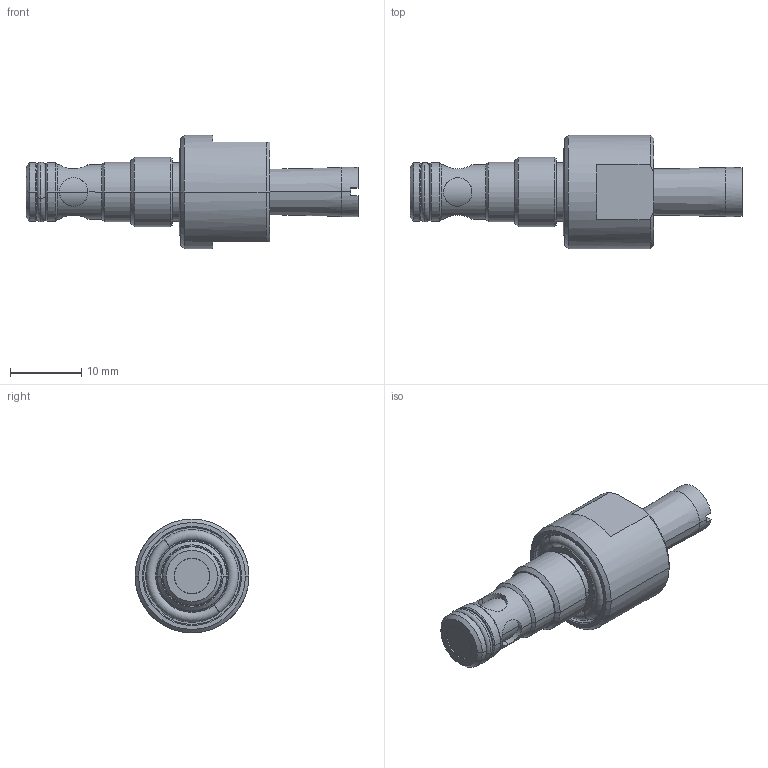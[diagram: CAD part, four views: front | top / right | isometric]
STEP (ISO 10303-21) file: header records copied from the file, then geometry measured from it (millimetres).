
FILE_DESCRIPTION(('STEP AP242'),'1');
FILE_NAME('coval_cvp90x16.stp','2020-06-01T20:08:08',('TraceParts'),('TraceParts S.A.'),'Spatial InterOp 3D',' ',' ');
FILE_SCHEMA(('AP242_MANAGED_MODEL_BASED_3D_ENGINEERING_MIM_LF {1 0 10303 442 1 1 4}'));
Length unit declared in the file: millimetre
Products named in the file (1): coval_cvp90x16_1
Bounding box: 46.6 x 16 x 16 mm (x, y, z)
Volume: 3010.6 mm3; surface area: 3138.1 mm2
Topology: 3 solids, 3 shells, 110 faces, 242 edges, 146 vertices
Faces by surface type: cylinder 42, cone 32, plane 24, torus 12
Entity records: 4435 total; most frequent: CARTESIAN_POINT 1045, DIRECTION 556, ORIENTED_EDGE 484, EDGE_CURVE 242, AXIS2_PLACEMENT_3D 233, VERTEX_POINT 146, EDGE_LOOP 122, CIRCLE 120
